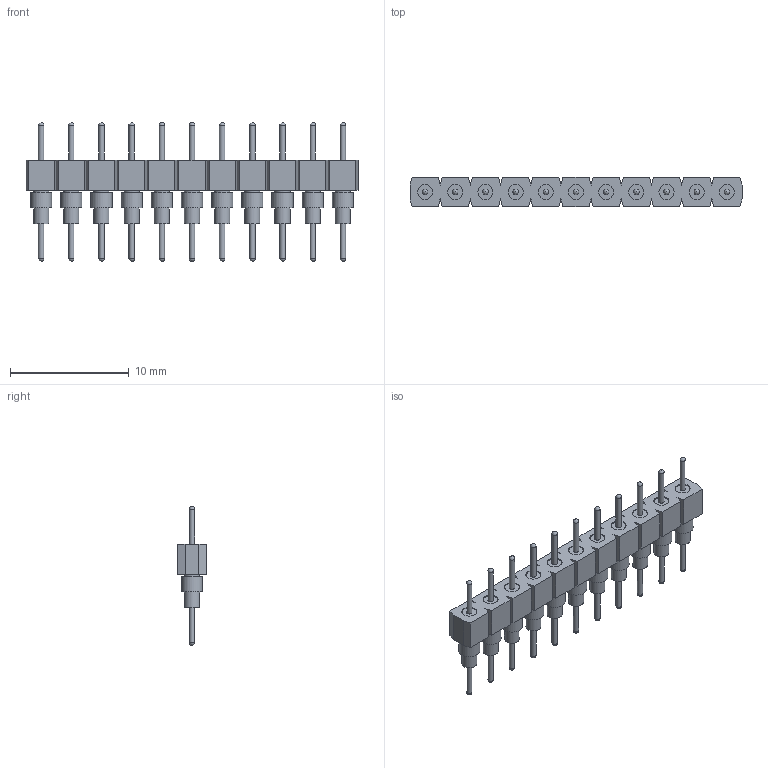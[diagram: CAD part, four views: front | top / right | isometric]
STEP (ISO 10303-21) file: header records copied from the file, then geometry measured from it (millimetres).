
FILE_DESCRIPTION(('FreeCAD Model'),'2;1');
FILE_NAME('Open CASCADE Shape Model','2025-01-12T11:56:59',(''),(''), 'Open CASCADE STEP processor 7.8','FreeCAD','Unknown');
FILE_SCHEMA(('AUTOMOTIVE_DESIGN { 1 0 10303 214 1 1 1 1 }'));
Length unit declared in the file: millimetre
Products named in the file (12): BBS-111-G-A_pins010; BBS-111-G-A_socket; BBS-111-G-A_pins; BBS-111-G-A_pins001; BBS-111-G-A_pins002; BBS-111-G-A_pins003; BBS-111-G-A_pins004; BBS-111-G-A_pins005; BBS-111-G-A_pins006; BBS-111-G-A_pins007; BBS-111-G-A_pins008; BBS-111-G-A_pins009
Bounding box: 27.94 x 2.44 x 11.68 mm (x, y, z)
Volume: 233.2 mm3; surface area: 823 mm2
Topology: 12 solids, 12 shells, 202 faces, 479 edges, 323 vertices
Faces by surface type: plane 114, cylinder 66, sphere 22
Full cylindrical faces by diameter (mm): 0.457 x22, 1.27 x33, 1.778 x11
Entity records: 6030 total; most frequent: CARTESIAN_POINT 1159, DIRECTION 940, ORIENTED_EDGE 914, EDGE_CURVE 457, AXIS2_PLACEMENT_3D 368, VERTEX_POINT 323, FACE_BOUND 268, EDGE_LOOP 268
